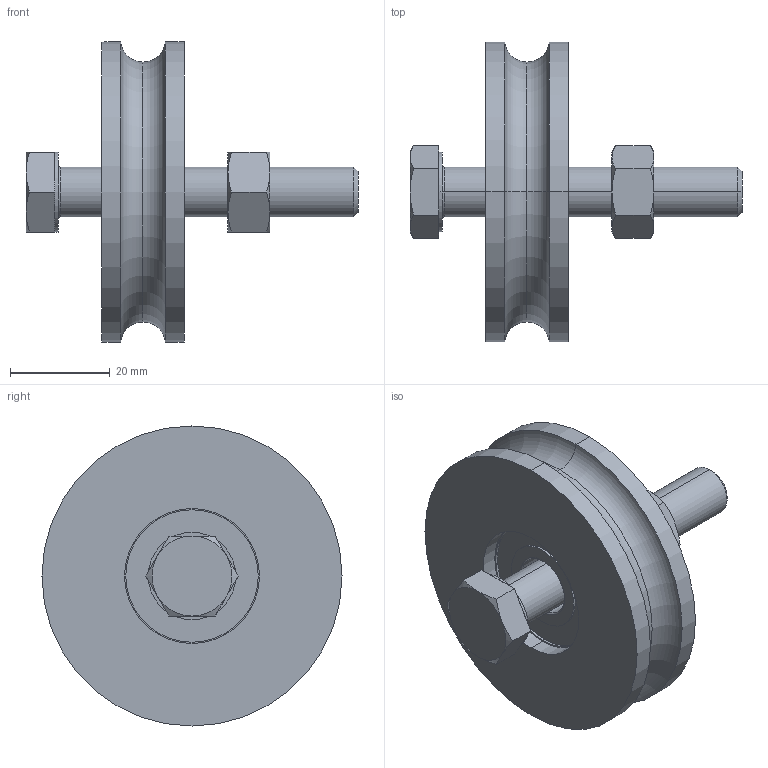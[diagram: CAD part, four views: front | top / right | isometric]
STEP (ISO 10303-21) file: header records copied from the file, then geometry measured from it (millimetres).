
FILE_DESCRIPTION (( 'STEP AP214' ), '1' );
FILE_NAME ('0026892_CF-310I-60.step', '2018-06-19T10:42:18', ( '' ), ( '' ), 'SwSTEP 2.0', 'SolidWorks 2018', '' );
FILE_SCHEMA (( 'AUTOMOTIVE_DESIGN' ));
Length unit declared in the file: millimetre
Products named in the file (5): 0026892_Laufrolle; hex bolt gradeab_din_ISO 4014 - M10 x 60 x 26-N; 0026892_CF-310I-60; DIN625_TF_0038446_DIN625-6201-2RS; hex nut style 1 gradeab_din_Hexagon Nut ISO 4032 - M10 - D - N
Assembly tree (4 placements, depth 2):
  0026892_CF-310I-60
    0026892_Laufrolle
    hex nut style 1 gradeab_din_Hexagon Nut ISO 4032 - M10 - D - N
    hex bolt gradeab_din_ISO 4014 - M10 x 60 x 26-N
    DIN625_TF_0038446_DIN625-6201-2RS
Bounding box: 66.4 x 60 x 60 mm (x, y, z)
Volume: 41472.1 mm3; surface area: 19397.6 mm2
Topology: 8 solids, 8 shells, 123 faces, 252 edges, 146 vertices
Faces by surface type: cylinder 38, plane 35, torus 26, cone 24
Entity records: 4130 total; most frequent: CARTESIAN_POINT 736, DIRECTION 624, ORIENTED_EDGE 504, AXIS2_PLACEMENT_3D 278, EDGE_CURVE 252, CIRCLE 148, VERTEX_POINT 146, EDGE_LOOP 138
